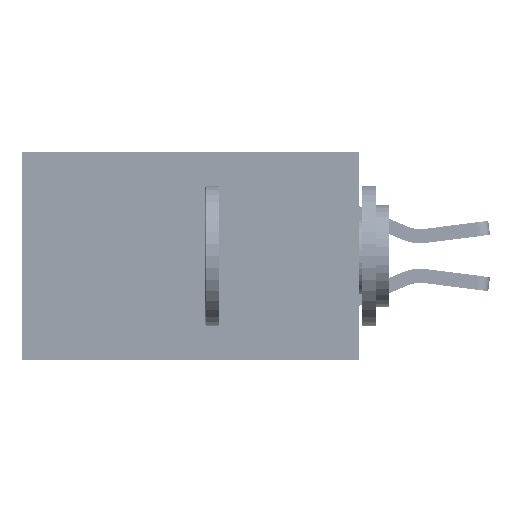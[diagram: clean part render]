
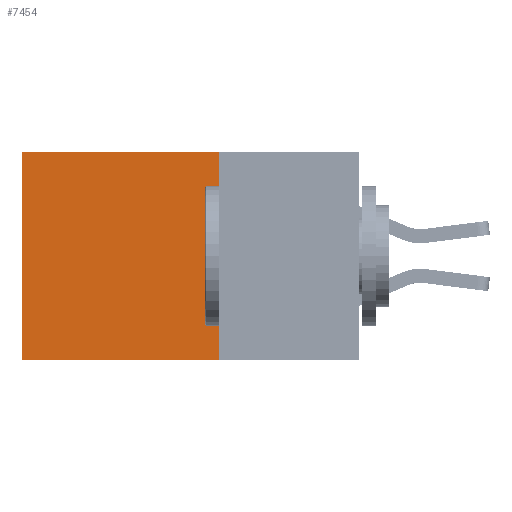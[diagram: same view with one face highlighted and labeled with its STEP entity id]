
A CAD part, left-side view. The second image highlights one B-rep face of the part: STEP entity #7454.
In plain terms, the highlighted planar face has unit normal (-1, 0, 0).
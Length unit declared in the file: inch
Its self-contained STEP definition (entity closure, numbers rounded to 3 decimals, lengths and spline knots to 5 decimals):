
#55 = VERTEX_POINT ( 'NONE', #32573 ) ;
#115 = LINE ( 'NONE', #20014, #25225 ) ;
#2235 = LINE ( 'NONE', #6357, #5084 ) ;
#3075 = EDGE_CURVE ( 'NONE', #19160, #19255, #2235, .T. ) ;
#5084 = VECTOR ( 'NONE', #6616, 39.37008 ) ;
#5368 = PLANE ( 'NONE',  #18685 ) ;
#5452 = LINE ( 'NONE', #31450, #9287 ) ;
#6357 = CARTESIAN_POINT ( 'NONE',  ( 0.2875, 0.6, 0. ) ) ;
#6616 = DIRECTION ( 'NONE',  ( 0., 0., -1. ) ) ;
#7031 = DIRECTION ( 'NONE',  ( 0., 1., 0. ) ) ;
#7454 = ADVANCED_FACE ( 'NONE', ( #8263 ), #5368, .F. ) ;
#7498 = DIRECTION ( 'NONE',  ( 0., 1., 0. ) ) ;
#8263 = FACE_OUTER_BOUND ( 'NONE', #35319, .T. ) ;
#8742 = CARTESIAN_POINT ( 'NONE',  ( 0.2875, 0.6, -0.37 ) ) ;
#9287 = VECTOR ( 'NONE', #7498, 39.37008 ) ;
#13264 = VECTOR ( 'NONE', #7031, 39.37008 ) ;
#14883 = ORIENTED_EDGE ( 'NONE', *, *, #28092, .F. ) ;
#18685 = AXIS2_PLACEMENT_3D ( 'NONE', #38263, #29402, #23235 ) ;
#19160 = VERTEX_POINT ( 'NONE', #37788 ) ;
#19255 = VERTEX_POINT ( 'NONE', #8742 ) ;
#20014 = CARTESIAN_POINT ( 'NONE',  ( 0.2875, 0.25, 0. ) ) ;
#22114 = EDGE_CURVE ( 'NONE', #55, #19160, #5452, .T. ) ;
#22807 = DIRECTION ( 'NONE',  ( 0., 0., -1. ) ) ;
#23235 = DIRECTION ( 'NONE',  ( 0., 0., -1. ) ) ;
#25128 = LINE ( 'NONE', #25385, #13264 ) ;
#25225 = VECTOR ( 'NONE', #22807, 39.37008 ) ;
#25385 = CARTESIAN_POINT ( 'NONE',  ( 0.2875, 0.25, -0.37 ) ) ;
#26040 = ORIENTED_EDGE ( 'NONE', *, *, #22114, .T. ) ;
#27556 = CARTESIAN_POINT ( 'NONE',  ( 0.2875, 0.25, -0.37 ) ) ;
#28092 = EDGE_CURVE ( 'NONE', #36156, #19255, #25128, .T. ) ;
#29402 = DIRECTION ( 'NONE',  ( 1., 0., 0. ) ) ;
#31450 = CARTESIAN_POINT ( 'NONE',  ( 0.2875, 0.25, 0. ) ) ;
#32573 = CARTESIAN_POINT ( 'NONE',  ( 0.2875, 0.25, 0. ) ) ;
#35319 = EDGE_LOOP ( 'NONE', ( #36430, #14883, #39097, #26040 ) ) ;
#36156 = VERTEX_POINT ( 'NONE', #27556 ) ;
#36430 = ORIENTED_EDGE ( 'NONE', *, *, #3075, .T. ) ;
#37352 = EDGE_CURVE ( 'NONE', #55, #36156, #115, .T. ) ;
#37788 = CARTESIAN_POINT ( 'NONE',  ( 0.2875, 0.6, 0. ) ) ;
#38263 = CARTESIAN_POINT ( 'NONE',  ( 0.2875, 0.25, 0. ) ) ;
#39097 = ORIENTED_EDGE ( 'NONE', *, *, #37352, .F. ) ;
